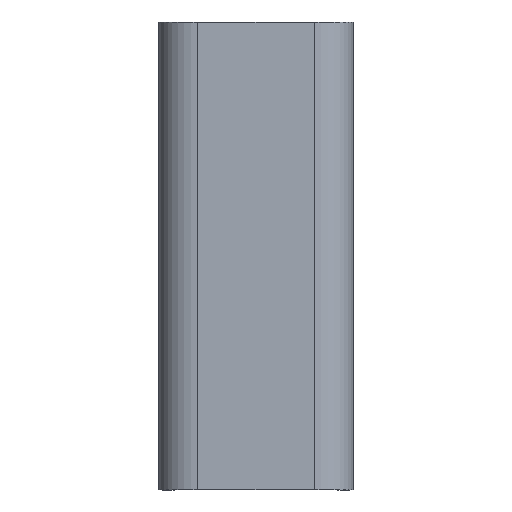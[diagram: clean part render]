
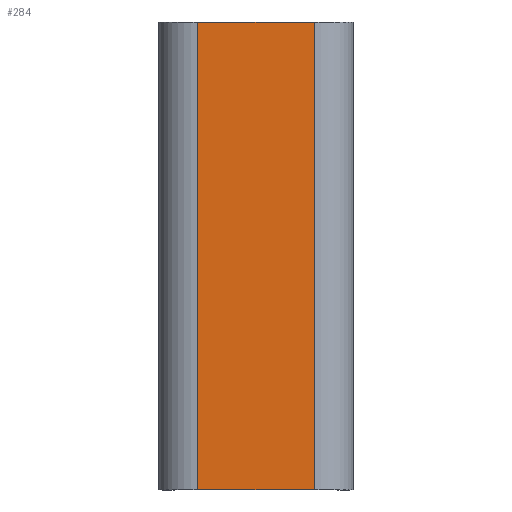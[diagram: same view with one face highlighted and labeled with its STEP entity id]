
A CAD part, top view. The second image highlights one B-rep face of the part: STEP entity #284.
In plain terms, the highlighted planar face has unit normal (0, 0, 1).
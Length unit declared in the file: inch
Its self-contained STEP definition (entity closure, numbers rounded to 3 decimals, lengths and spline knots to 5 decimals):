
#221=CARTESIAN_POINT('',(2.85094,-2.91623,0.3435));
#222=VERTEX_POINT('',#221);
#230=CARTESIAN_POINT('',(2.85094,3.08377,0.3435));
#231=VERTEX_POINT('',#230);
#232=CARTESIAN_POINT('',(2.85094,0.08377,0.3435));
#233=DIRECTION('',(0.,1.,0.));
#234=VECTOR('',#233,1.);
#235=LINE('',#232,#234);
#236=EDGE_CURVE('',#222,#231,#235,.T.);
#254=CARTESIAN_POINT('',(4.35094,-2.91623,0.3435));
#255=VERTEX_POINT('',#254);
#256=CARTESIAN_POINT('',(4.35094,-2.91623,0.3435));
#257=DIRECTION('',(1.,0.,0.));
#258=VECTOR('',#257,1.);
#259=LINE('',#256,#258);
#260=EDGE_CURVE('',#222,#255,#259,.T.);
#261=ORIENTED_EDGE('',*,*,#260,.T.);
#262=CARTESIAN_POINT('',(4.35094,3.08377,0.3435));
#263=VERTEX_POINT('',#262);
#264=CARTESIAN_POINT('',(4.35094,0.08377,0.3435));
#265=DIRECTION('',(0.,-1.,0.));
#266=VECTOR('',#265,1.);
#267=LINE('',#264,#266);
#268=EDGE_CURVE('',#263,#255,#267,.T.);
#269=ORIENTED_EDGE('',*,*,#268,.F.);
#270=CARTESIAN_POINT('',(4.35094,3.08377,0.3435));
#271=DIRECTION('',(-1.,0.,0.));
#272=VECTOR('',#271,1.);
#273=LINE('',#270,#272);
#274=EDGE_CURVE('',#263,#231,#273,.T.);
#275=ORIENTED_EDGE('',*,*,#274,.T.);
#276=ORIENTED_EDGE('',*,*,#236,.F.);
#277=EDGE_LOOP('',(#261,#269,#275,#276));
#278=FACE_OUTER_BOUND('',#277,.T.);
#279=CARTESIAN_POINT('',(3.60094,0.08377,0.3435));
#280=DIRECTION('',(0.,0.,1.));
#281=DIRECTION('',(-1.,0.,0.));
#282=AXIS2_PLACEMENT_3D('',#279,#280,#281);
#283=PLANE('',#282);
#284=ADVANCED_FACE('',(#278),#283,.T.);
